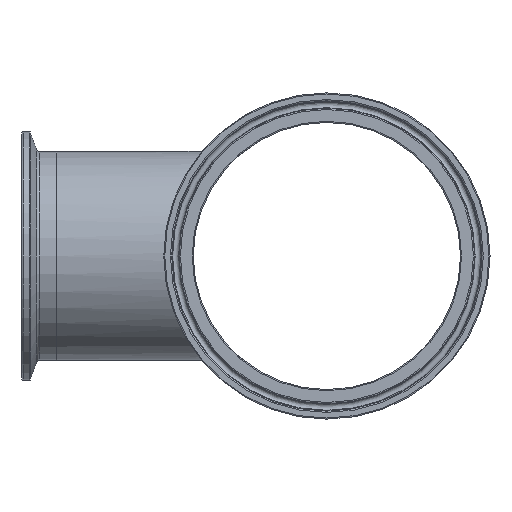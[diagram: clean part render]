
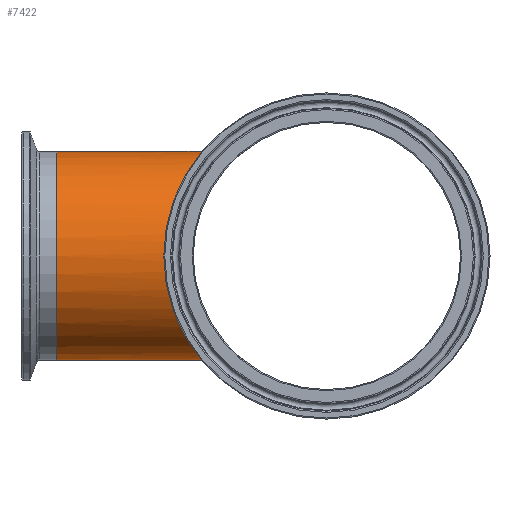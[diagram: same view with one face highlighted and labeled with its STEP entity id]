
A CAD part, left-side view. The second image highlights one B-rep face of the part: STEP entity #7422.
In plain terms, the highlighted cylindrical face has radius 38.1 mm (diameter 76.2 mm), a full revolution.
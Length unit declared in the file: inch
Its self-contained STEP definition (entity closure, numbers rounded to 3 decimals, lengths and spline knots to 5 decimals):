
#197=FACE_BOUND('',#1473,.T.);
#957=FACE_OUTER_BOUND('',#1472,.T.);
#1472=EDGE_LOOP('',(#6841));
#1473=EDGE_LOOP('',(#6842));
#1628=CIRCLE('',#7835,1.5);
#2972=B_SPLINE_CURVE_WITH_KNOTS('',3,(#15940,#15941,#15942,#15943,#15944,
#15945,#15946,#15947,#15948,#15949,#15950,#15951,#15952,#15953,#15954,#15955,
#15956,#15957,#15958,#15959,#15960,#15961,#15962,#15963,#15964),
 .UNSPECIFIED.,.T.,.F.,(4,1,1,1,1,1,1,1,1,1,1,1,1,1,1,1,1,1,1,1,1,1,4),
(0.,0.86793,1.73586,3.47173,4.62897,
5.78621,6.94346,8.1007,9.25794,10.41519,
11.57243,12.15105,12.72967,13.88691,15.04416,
16.2014,17.35864,18.51589,19.67313,20.83037,
22.56624,23.43417,24.3021),.UNSPECIFIED.);
#3655=VERTEX_POINT('',#15703);
#3692=VERTEX_POINT('',#15938);
#4708=EDGE_CURVE('',#3655,#3655,#1628,.T.);
#4746=EDGE_CURVE('',#3692,#3692,#2972,.T.);
#6841=ORIENTED_EDGE('',*,*,#4708,.T.);
#6842=ORIENTED_EDGE('',*,*,#4746,.F.);
#6902=CYLINDRICAL_SURFACE('',#7909,1.5);
#7422=ADVANCED_FACE('',(#957,#197),#6902,.T.);
#7835=AXIS2_PLACEMENT_3D('',#15704,#9209,#9210);
#7909=AXIS2_PLACEMENT_3D('',#15965,#9357,#9358);
#9209=DIRECTION('center_axis',(0.,-1.,0.));
#9210=DIRECTION('ref_axis',(1.,0.,0.));
#9357=DIRECTION('center_axis',(0.,-1.,0.));
#9358=DIRECTION('ref_axis',(1.,0.,0.));
#15703=CARTESIAN_POINT('',(-1.5,3.875,0.));
#15704=CARTESIAN_POINT('Origin',(0.,3.875,0.));
#15938=CARTESIAN_POINT('',(0.,1.34629,1.5));
#15940=CARTESIAN_POINT('Ctrl Pts',(0.,1.34622,
1.50003));
#15941=CARTESIAN_POINT('Ctrl Pts',(-0.11774,1.34622,1.50002));
#15942=CARTESIAN_POINT('Ctrl Pts',(-0.35323,1.38156,
1.47158));
#15943=CARTESIAN_POINT('Ctrl Pts',(-0.77229,1.55011,
1.31752));
#15944=CARTESIAN_POINT('Ctrl Pts',(-1.13842,1.78877,1.02632));
#15945=CARTESIAN_POINT('Ctrl Pts',(-1.40855,1.98991,0.58004));
#15946=CARTESIAN_POINT('Ctrl Pts',(-1.52057,2.07902,0.12102));
#15947=CARTESIAN_POINT('Ctrl Pts',(-1.48193,2.04794,-0.35774));
#15948=CARTESIAN_POINT('Ctrl Pts',(-1.30532,1.91107,-0.78252));
#15949=CARTESIAN_POINT('Ctrl Pts',(-1.02788,1.7141,-1.1199));
#15950=CARTESIAN_POINT('Ctrl Pts',(-0.67369,1.50408,
-1.36368));
#15951=CARTESIAN_POINT('Ctrl Pts',(-0.31462,1.36944,
-1.4811));
#15952=CARTESIAN_POINT('Ctrl Pts',(-0.00002,1.33853,
-1.50632));
#15953=CARTESIAN_POINT('Ctrl Pts',(0.31464,1.36942,-1.48112));
#15954=CARTESIAN_POINT('Ctrl Pts',(0.67378,1.50413,-1.36363));
#15955=CARTESIAN_POINT('Ctrl Pts',(1.02783,1.71413,-1.11989));
#15956=CARTESIAN_POINT('Ctrl Pts',(1.30536,1.91106,-0.78247));
#15957=CARTESIAN_POINT('Ctrl Pts',(1.48196,2.04796,-0.3577));
#15958=CARTESIAN_POINT('Ctrl Pts',(1.52056,2.07901,0.12104));
#15959=CARTESIAN_POINT('Ctrl Pts',(1.40855,1.9899,0.58007));
#15960=CARTESIAN_POINT('Ctrl Pts',(1.1384,1.78875,1.02633));
#15961=CARTESIAN_POINT('Ctrl Pts',(0.77229,1.55011,1.31752));
#15962=CARTESIAN_POINT('Ctrl Pts',(0.35322,1.38156,1.47158));
#15963=CARTESIAN_POINT('Ctrl Pts',(0.11774,1.34622,1.50003));
#15964=CARTESIAN_POINT('Ctrl Pts',(0.,1.34622,
1.50003));
#15965=CARTESIAN_POINT('Origin',(0.,3.875,0.));
